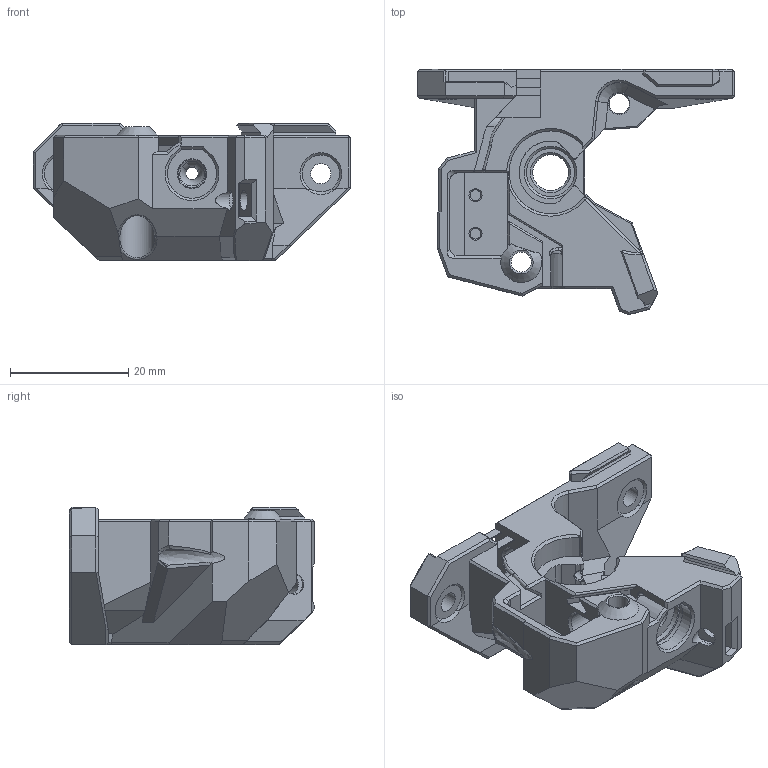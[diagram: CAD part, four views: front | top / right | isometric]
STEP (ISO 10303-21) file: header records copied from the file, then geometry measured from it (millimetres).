
FILE_DESCRIPTION(/* description */ ('STEP AP242'),/* implementation_level */ '2;1');
FILE_NAME(/* name */ 'Msin body dual sensor.step',/* time_stamp */ '2025-06-04T23:04:42+01:00',/* author */ (''),/* organization */ (''),/* preprocessor_version */ 'ST-DEVELOPER v20.1',/* originating_system */ 'Autodesk Translation Framework v14.10.0.0',/* authorisation */ '');
FILE_SCHEMA (('AUTOMOTIVE_DESIGN { 1 0 10303 214 3 1 1 }'));
Length unit declared in the file: millimetre
Products named in the file (2): WWBMG & smooth idler; A4T - WWBMG - Main_Body - dual sensor [Sherpa-Mini spacing]
Assembly tree (1 placements, depth 2):
  WWBMG & smooth idler
    A4T - WWBMG - Main_Body - dual sensor [Sherpa-Mini spacing]
Bounding box: 53.59 x 41.37 x 23.2 mm (x, y, z)
Volume: 14988.7 mm3; surface area: 8812.7 mm2
Topology: 1 solids, 1 shells, 444 faces, 1186 edges, 743 vertices
Faces by surface type: plane 312, cylinder 69, cone 33, bspline 25, torus 3, sphere 2
Full cylindrical faces by diameter (mm): 1.8 x4, 3.4 x6, 4.4 x1, 5 x1, 5.9 x1, 6 x1, 6.25 x1, 8.1 x1, 9 x1
Entity records: 15825 total; most frequent: CARTESIAN_POINT 4801, ORIENTED_EDGE 2366, DIRECTION 2178, EDGE_CURVE 1183, LINE 824, VECTOR 824, VERTEX_POINT 743, AXIS2_PLACEMENT_3D 677
